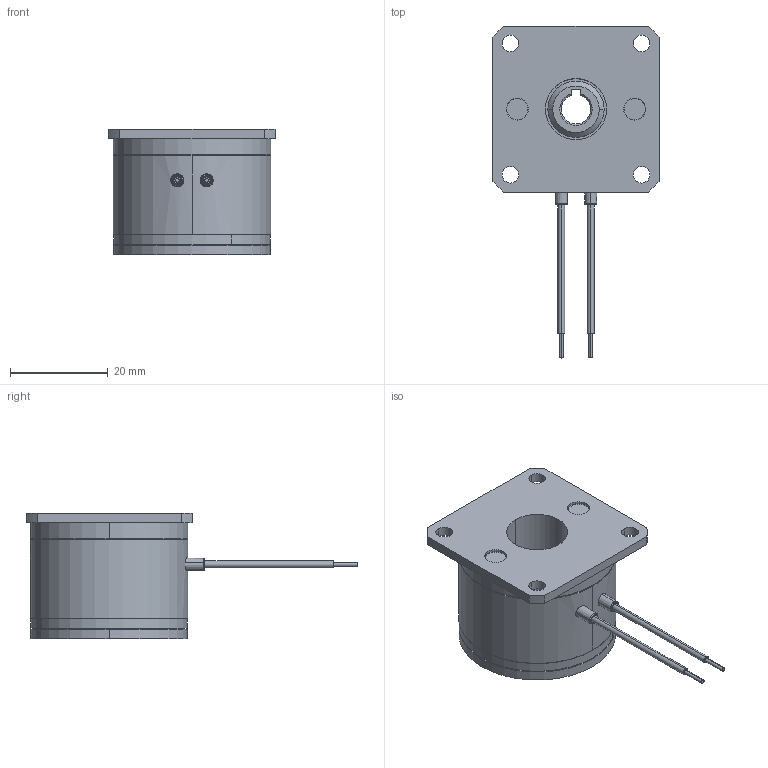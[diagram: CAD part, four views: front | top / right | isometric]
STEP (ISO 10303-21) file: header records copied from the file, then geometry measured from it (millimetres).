
FILE_DESCRIPTION (( 'STEP AP214' ), '1' );
FILE_NAME ('dr_bk_02P1-220_mu.STEP', '2021-11-12T12:37:48', ( '' ), ( '' ), 'SwSTEP 2.0', 'SolidWorks 2019', '' );
FILE_SCHEMA (( 'AUTOMOTIVE_DESIGN' ));
Length unit declared in the file: millimetre
Products named in the file (10): 10068727_000; 10068729_000_genietet (1,35 mm Klemml�nge �2,5); 10069009_000; dr_bk_02P1-220_mu; 10068958_000; 10069008_000; 10068730_000; 10068729_000_genietet (1,4 mm Kemml�nge �2,5); 10069007_000; 10068732_000_gespannt
Assembly tree (18 placements, depth 4):
  dr_bk_02P1-220_mu
    10068958_000
    10069007_000
      10068727_000
      10069008_000
        10069009_000
        10068730_000
        10068732_000_gespannt  x3
        10068729_000_genietet (1,35 mm Klemml�nge �2,5)  x3
      10068732_000_gespannt  x3
      10068729_000_genietet (1,4 mm Kemml�nge �2,5)  x3
Bounding box: 34 x 67.9 x 25.75 mm (x, y, z)
Volume: 18720.8 mm3; surface area: 10755.2 mm2
Topology: 18 solids, 18 shells, 334 faces, 744 edges, 454 vertices
Faces by surface type: cylinder 161, cone 82, plane 47, torus 32, sphere 12
Entity records: 8103 total; most frequent: CARTESIAN_POINT 1393, DIRECTION 1256, ORIENTED_EDGE 992, AXIS2_PLACEMENT_3D 537, EDGE_CURVE 496, VERTEX_POINT 310, CIRCLE 294, EDGE_LOOP 290
